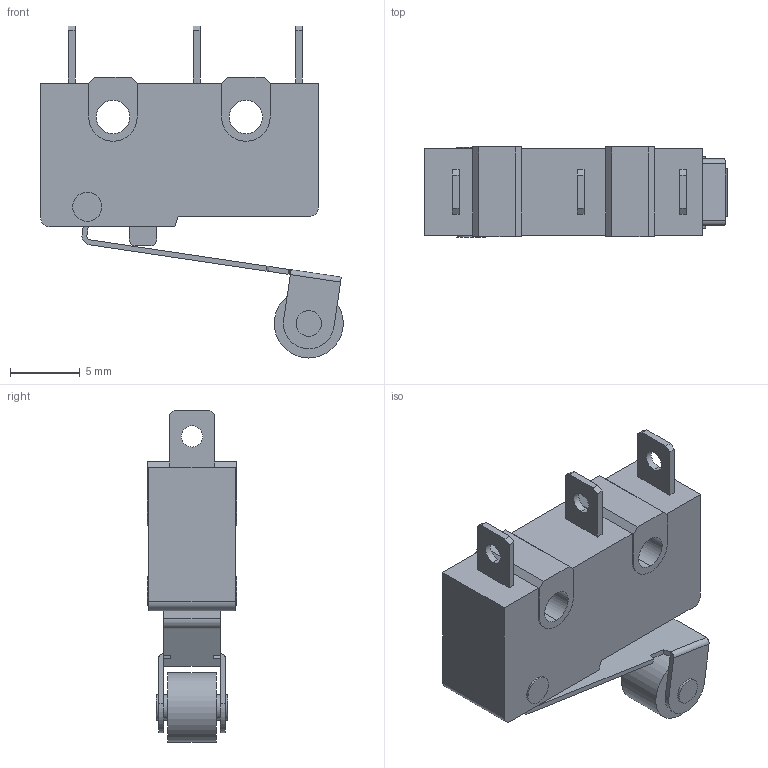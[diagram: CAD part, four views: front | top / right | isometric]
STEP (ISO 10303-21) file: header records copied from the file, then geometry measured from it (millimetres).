
FILE_DESCRIPTION (( 'STEP AP203' ), '1' );
FILE_NAME ('3103-0001-0001.STEP', '2018-08-01T21:54:17', ( '' ), ( '' ), 'SwSTEP 2.0', 'SolidWorks 2016', '' );
FILE_SCHEMA (( 'CONFIG_CONTROL_DESIGN' ));
Length unit declared in the file: inch
Products named in the file (1): 3103-0001-0001
Bounding box: 21.69 x 6.44 x 23.79 mm (x, y, z)
Volume: 1321.6 mm3; surface area: 1294.7 mm2
Topology: 1 solids, 1 shells, 119 faces, 306 edges, 200 vertices
Faces by surface type: plane 79, cylinder 40
Entity records: 3707 total; most frequent: DIRECTION 626, CARTESIAN_POINT 626, ORIENTED_EDGE 612, EDGE_CURVE 306, VECTOR 226, LINE 226, AXIS2_PLACEMENT_3D 200, VERTEX_POINT 200
